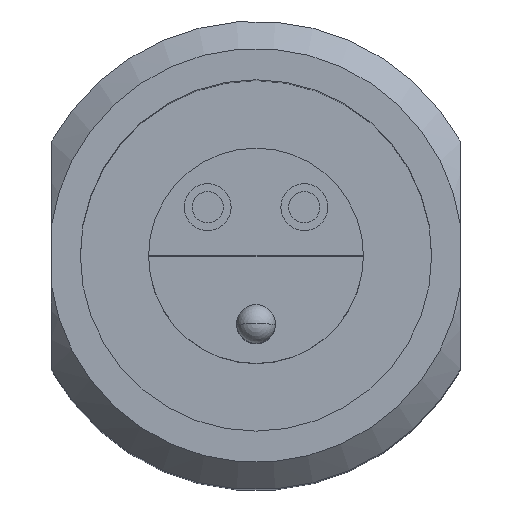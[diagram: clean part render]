
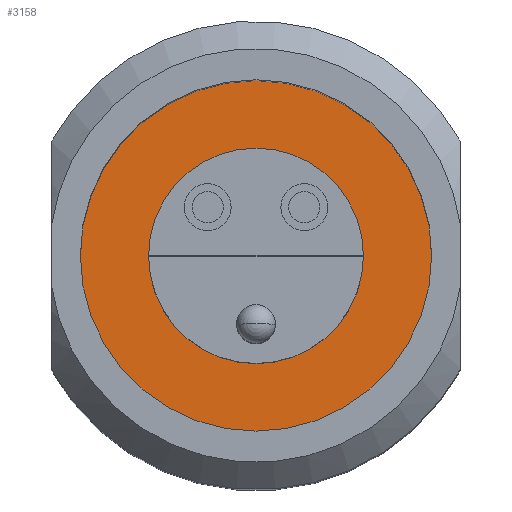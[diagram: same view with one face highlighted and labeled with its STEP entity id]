
A CAD part, top view. The second image highlights one B-rep face of the part: STEP entity #3158.
In plain terms, the highlighted planar face has unit normal (0, 0, 1).
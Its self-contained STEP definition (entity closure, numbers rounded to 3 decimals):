
#3090=CARTESIAN_POINT('',(4.5,0.0,7.));
#3091=VERTEX_POINT('',#3090);
#3107=CARTESIAN_POINT('',(-4.5,0.,7.));
#3108=VERTEX_POINT('',#3107);
#3115=CARTESIAN_POINT('',(0.0,0.0,7.));
#3116=DIRECTION('',(0.0,0.0,1.0));
#3117=DIRECTION('',(1.0,0.0,0.0));
#3118=AXIS2_PLACEMENT_3D('',#3115,#3116,#3117);
#3119=CIRCLE('',#3118,4.5);
#3120=EDGE_CURVE('',#3091,#3108,#3119,.T.);
#3131=CARTESIAN_POINT('',(0.0,0.0,7.));
#3132=DIRECTION('',(0.0,0.0,1.0));
#3133=DIRECTION('',(1.0,0.0,0.0));
#3134=AXIS2_PLACEMENT_3D('',#3131,#3132,#3133);
#3135=CIRCLE('',#3134,4.5);
#3136=EDGE_CURVE('',#3108,#3091,#3135,.T.);
#3149=CARTESIAN_POINT('',(0.0,0.0,7.));
#3150=DIRECTION('',(0.0,0.0,1.0));
#3151=DIRECTION('',(1.0,0.0,0.0));
#3152=AXIS2_PLACEMENT_3D('',#3149,#3150,#3151);
#3153=PLANE('',#3152);
#3154=ORIENTED_EDGE('',*,*,#3120,.T.);
#3155=ORIENTED_EDGE('',*,*,#3136,.T.);
#3156=EDGE_LOOP('',(#3154,#3155));
#3157=FACE_OUTER_BOUND('',#3156,.T.);
#3158=ADVANCED_FACE('',(#3157),#3153,.T.);
